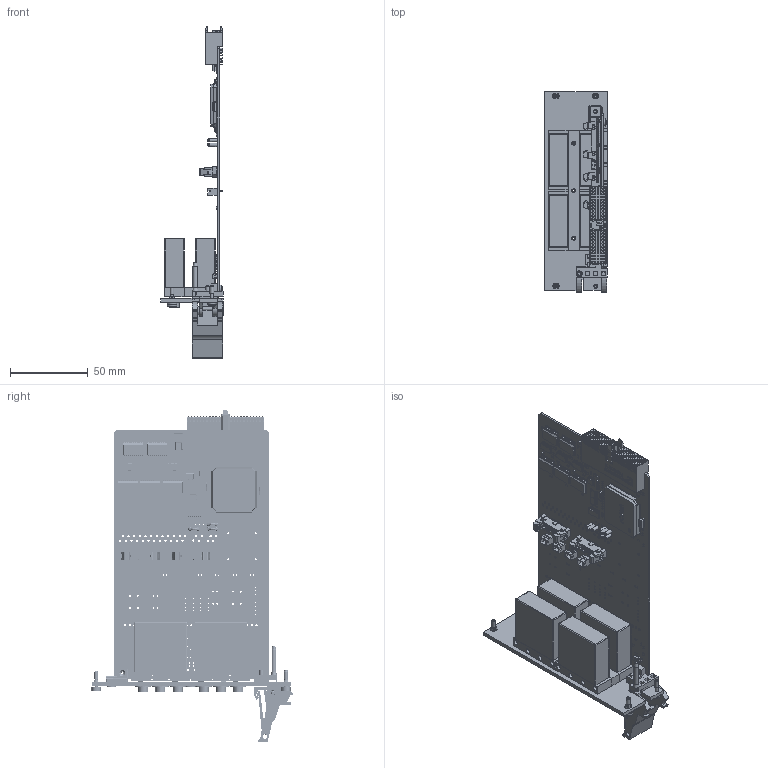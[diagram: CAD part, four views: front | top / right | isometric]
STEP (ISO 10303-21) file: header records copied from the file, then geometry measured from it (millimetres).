
FILE_DESCRIPTION (( 'STEP AP214' ), '1' );
FILE_NAME ('40-780-524 Quad SPDT Microwave Swich.STEP', '2013-09-09T09:29:02', ( 'admin' ), ( '' ), 'SwSTEP 2.0', 'SolidWorks 2012', '' );
FILE_SCHEMA (( 'AUTOMOTIVE_DESIGN' ));
Length unit declared in the file: millimetre
Products named in the file (1): 40-780-524 Quad SPDT Microwave Swich
Bounding box: 40 x 129.72 x 214.11 mm (x, y, z)
Surface area: 86243.1 mm2 (no closed solid volume)
Topology: 0 solids, 679 shells, 4230 faces, 18420 edges, 14326 vertices
Faces by surface type: plane 3262, cylinder 850, bspline 38, cone 31, torus 31, sphere 18
Full cylindrical faces by diameter (mm): 0.5 x1, 0.6 x110, 0.75 x53, 0.8 x17, 0.9 x12, 0.92 x4, 0.98 x1, 0.996 x7, 1 x18, 1.2 x8, 1.3 x8, 1.496 x1, 1.5 x59, 1.519 x2, 2 x8, 2.05 x1, 2.208 x1, 2.3 x2, 2.497 x1, 2.5 x6, 2.6 x1, 2.7 x2, 2.8 x1, 3 x3, 3.1 x8, 3.2 x2, 4.7 x4, 5 x7, 5.3 x3, 5.6 x12
Entity records: 238362 total; most frequent: CARTESIAN_POINT 47205, DIRECTION 29024, ORIENTED_EDGE 24089, EDGE_CURVE 17862, VERTEX_POINT 14212, VECTOR 13688, LINE 13688, AXIS2_PLACEMENT_3D 7668
